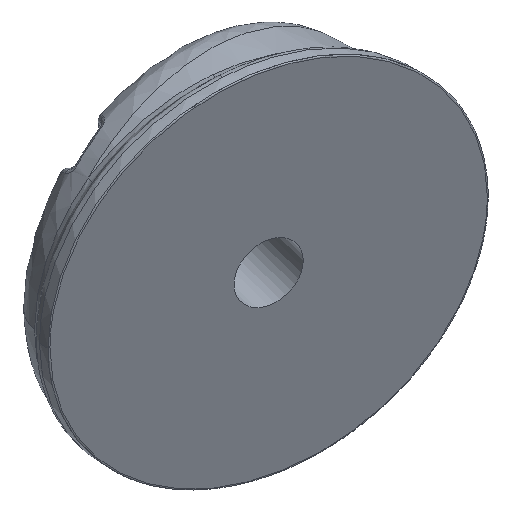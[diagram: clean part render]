
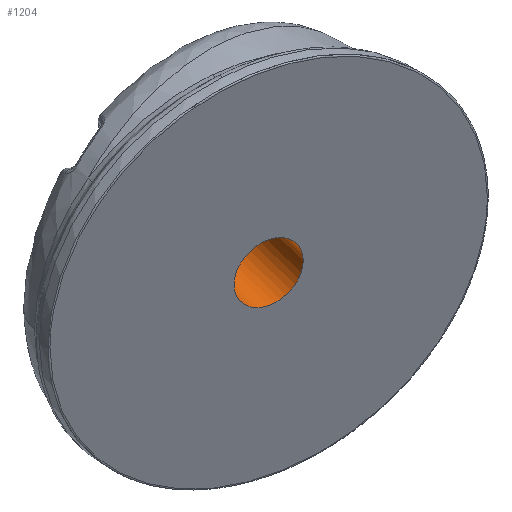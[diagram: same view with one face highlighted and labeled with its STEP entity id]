
A CAD part, isometric view. The second image highlights one B-rep face of the part: STEP entity #1204.
In plain terms, the highlighted cylindrical face has radius 1.3 mm (diameter 2.6 mm), a full revolution.
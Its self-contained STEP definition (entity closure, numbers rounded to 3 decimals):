
#65=LINE('',#2578,#88);
#88=VECTOR('',#1388,1.3);
#111=CIRCLE('',#1292,1.3);
#112=CIRCLE('',#1293,1.3);
#161=CYLINDRICAL_SURFACE('',#1291,1.3);
#174=FACE_OUTER_BOUND('',#247,.T.);
#247=EDGE_LOOP('',(#871,#872,#873,#874));
#493=VERTEX_POINT('',#2575);
#494=VERTEX_POINT('',#2577);
#629=EDGE_CURVE('',#493,#493,#111,.T.);
#630=EDGE_CURVE('',#493,#494,#65,.T.);
#631=EDGE_CURVE('',#494,#494,#112,.T.);
#871=ORIENTED_EDGE('',*,*,#629,.F.);
#872=ORIENTED_EDGE('',*,*,#630,.T.);
#873=ORIENTED_EDGE('',*,*,#631,.T.);
#874=ORIENTED_EDGE('',*,*,#630,.F.);
#1204=ADVANCED_FACE('',(#174),#161,.F.);
#1291=AXIS2_PLACEMENT_3D('',#2574,#1384,#1385);
#1292=AXIS2_PLACEMENT_3D('',#2576,#1386,#1387);
#1293=AXIS2_PLACEMENT_3D('',#2579,#1389,#1390);
#1384=DIRECTION('center_axis',(0.242,0.97,0.));
#1385=DIRECTION('ref_axis',(0.,0.,-1.));
#1386=DIRECTION('center_axis',(0.242,0.97,0.));
#1387=DIRECTION('ref_axis',(0.,0.,-1.));
#1388=DIRECTION('',(0.242,0.97,0.));
#1389=DIRECTION('center_axis',(0.242,0.97,0.));
#1390=DIRECTION('ref_axis',(0.,0.,-1.));
#2574=CARTESIAN_POINT('Origin',(-456.016,69.078,6.227));
#2575=CARTESIAN_POINT('',(-456.379,67.622,7.527));
#2576=CARTESIAN_POINT('Origin',(-456.379,67.622,6.227));
#2577=CARTESIAN_POINT('',(-455.653,70.533,7.527));
#2578=CARTESIAN_POINT('',(-456.016,69.078,7.527));
#2579=CARTESIAN_POINT('Origin',(-455.653,70.533,6.227));
